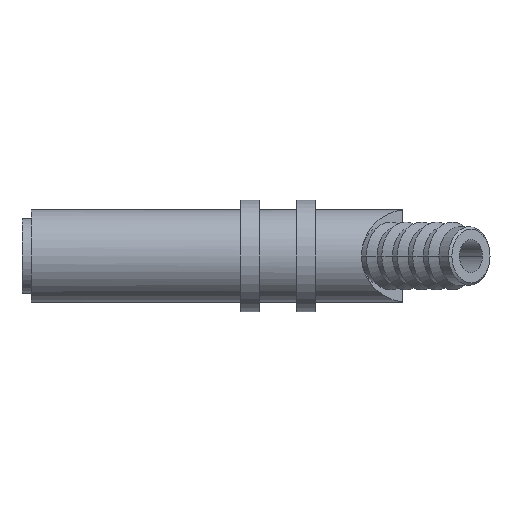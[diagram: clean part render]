
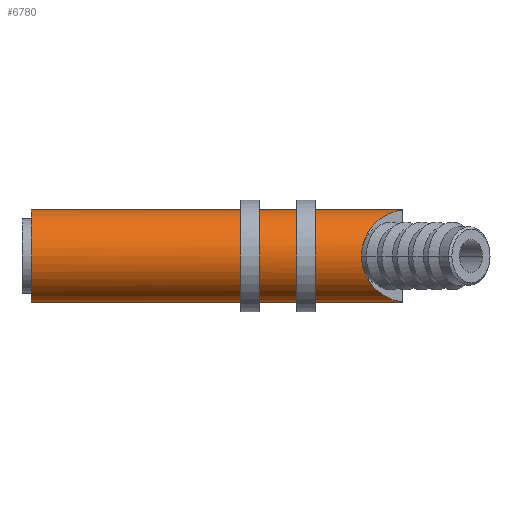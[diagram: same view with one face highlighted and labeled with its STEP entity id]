
A CAD part, front view. The second image highlights one B-rep face of the part: STEP entity #6780.
In plain terms, the highlighted cylindrical face has radius 5 mm (diameter 10 mm), a partial arc.
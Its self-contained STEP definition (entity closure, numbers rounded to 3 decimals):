
#95 = VERTEX_POINT ( 'NONE', #3036 ) ;
#102 = B_SPLINE_CURVE_WITH_KNOTS ( 'NONE', 3,
 ( #4945, #732, #3191, #125, #5025, #7473 ),
 .UNSPECIFIED., .F., .F.,
 ( 4, 2, 4 ),
 ( 0.939, 0.969, 1. ),
 .UNSPECIFIED. ) ;
#125 = CARTESIAN_POINT ( 'NONE',  ( 7.023, -0.019, 5. ) ) ;
#179 = VERTEX_POINT ( 'NONE', #7196 ) ;
#291 = CARTESIAN_POINT ( 'NONE',  ( 7.023, 0., 0. ) ) ;
#395 = ORIENTED_EDGE ( 'NONE', *, *, #4287, .T. ) ;
#475 = CARTESIAN_POINT ( 'NONE',  ( 36.545, -5., -2.681 ) ) ;
#500 = ORIENTED_EDGE ( 'NONE', *, *, #7904, .T. ) ;
#547 = AXIS2_PLACEMENT_3D ( 'NONE', #3674, #1304, #6403 ) ;
#548 = DIRECTION ( 'NONE',  ( -1., 0., 0. ) ) ;
#732 = CARTESIAN_POINT ( 'NONE',  ( 7.023, -0.005, 5. ) ) ;
#748 = EDGE_CURVE ( 'NONE', #3523, #3618, #7568, .T. ) ;
#777 = AXIS2_PLACEMENT_3D ( 'NONE', #7301, #4782, #7229 ) ;
#882 = CARTESIAN_POINT ( 'NONE',  ( 8., -0.374, 4.986 ) ) ;
#917 = CARTESIAN_POINT ( 'NONE',  ( 36.545, -5., 0. ) ) ;
#1052 = EDGE_CURVE ( 'NONE', #3919, #3523, #3530, .T. ) ;
#1072 = ORIENTED_EDGE ( 'NONE', *, *, #748, .T. ) ;
#1304 = DIRECTION ( 'NONE',  ( -1., 0., 0. ) ) ;
#1321 = VERTEX_POINT ( 'NONE', #5240 ) ;
#1423 = DIRECTION ( 'NONE',  ( -1., 0., 0. ) ) ;
#1455 = CARTESIAN_POINT ( 'NONE',  ( 0., 0., 5. ) ) ;
#1546 = ORIENTED_EDGE ( 'NONE', *, *, #1696, .T. ) ;
#1577 = DIRECTION ( 'NONE',  ( -1., 0., 0. ) ) ;
#1579 = VECTOR ( 'NONE', #3907, 1000. ) ;
#1696 = EDGE_CURVE ( 'NONE', #6958, #6612, #7828, .T. ) ;
#1849 = AXIS2_PLACEMENT_3D ( 'NONE', #3928, #4490, #6936 ) ;
#2090 =( BOUNDED_CURVE ( )  B_SPLINE_CURVE ( 3, ( #2874, #5304, #4107, #2299 ),
 .UNSPECIFIED., .F., .T. ) 
 B_SPLINE_CURVE_WITH_KNOTS ( ( 4, 4 ),
 ( 0., 1.462 ),
 .UNSPECIFIED. ) 
 CURVE ( )  GEOMETRIC_REPRESENTATION_ITEM ( )  RATIONAL_B_SPLINE_CURVE ( ( 1., 0.83, 0.83, 1. ) ) 
 REPRESENTATION_ITEM ( '' )  );
#2299 = CARTESIAN_POINT ( 'NONE',  ( 41., -0.545, 4.97 ) ) ;
#2462 = CARTESIAN_POINT ( 'NONE',  ( 0., 0., -5. ) ) ;
#2636 = CARTESIAN_POINT ( 'NONE',  ( 0., 0., 0. ) ) ;
#2639 = VERTEX_POINT ( 'NONE', #5724 ) ;
#2874 = CARTESIAN_POINT ( 'NONE',  ( 36.545, -5., 0. ) ) ;
#3019 = CARTESIAN_POINT ( 'NONE',  ( 1., 0., -5. ) ) ;
#3036 = CARTESIAN_POINT ( 'NONE',  ( 7.023, 0., 5. ) ) ;
#3099 = AXIS2_PLACEMENT_3D ( 'NONE', #4761, #548, #3861 ) ;
#3115 = ORIENTED_EDGE ( 'NONE', *, *, #7230, .F. ) ;
#3191 = CARTESIAN_POINT ( 'NONE',  ( 7.023, -0.008, 5. ) ) ;
#3200 = FACE_OUTER_BOUND ( 'NONE', #6173, .T. ) ;
#3239 = AXIS2_PLACEMENT_3D ( 'NONE', #2636, #1423, #4395 ) ;
#3276 = VERTEX_POINT ( 'NONE', #3019 ) ;
#3314 = EDGE_CURVE ( 'NONE', #6418, #1321, #6286, .T. ) ;
#3426 = DIRECTION ( 'NONE',  ( -1., 0., 0. ) ) ;
#3455 = ORIENTED_EDGE ( 'NONE', *, *, #5061, .T. ) ;
#3489 = CARTESIAN_POINT ( 'NONE',  ( 41., 0., 5. ) ) ;
#3512 = CARTESIAN_POINT ( 'NONE',  ( 8., -0.374, 4.986 ) ) ;
#3523 = VERTEX_POINT ( 'NONE', #5860 ) ;
#3530 = CIRCLE ( 'NONE', #1849, 5. ) ;
#3618 = VERTEX_POINT ( 'NONE', #6580 ) ;
#3642 = CARTESIAN_POINT ( 'NONE',  ( 7.023, -0.185, 4.997 ) ) ;
#3665 = CARTESIAN_POINT ( 'NONE',  ( 0., 0., 5. ) ) ;
#3674 = CARTESIAN_POINT ( 'NONE',  ( 1., 0., 0. ) ) ;
#3686 = CARTESIAN_POINT ( 'NONE',  ( 41., 0., 0. ) ) ;
#3715 = CYLINDRICAL_SURFACE ( 'NONE', #3239, 5. ) ;
#3861 = DIRECTION ( 'NONE',  ( 0., 0.008, 1. ) ) ;
#3864 = DIRECTION ( 'NONE',  ( 0., -0.007, 1. ) ) ;
#3878 = ORIENTED_EDGE ( 'NONE', *, *, #4525, .T. ) ;
#3907 = DIRECTION ( 'NONE',  ( -1., 0., 0. ) ) ;
#3919 = VERTEX_POINT ( 'NONE', #4605 ) ;
#3928 = CARTESIAN_POINT ( 'NONE',  ( 41., 0., 0. ) ) ;
#4083 = EDGE_CURVE ( 'NONE', #6566, #5358, #7322, .T. ) ;
#4103 = LINE ( 'NONE', #5981, #7197 ) ;
#4107 = CARTESIAN_POINT ( 'NONE',  ( 38.335, -3.21, 4.678 ) ) ;
#4217 = DIRECTION ( 'NONE',  ( 1., 0., 0. ) ) ;
#4267 = DIRECTION ( 'NONE',  ( -1., 0., 0. ) ) ;
#4287 = EDGE_CURVE ( 'NONE', #6418, #6566, #6985, .T. ) ;
#4298 = CARTESIAN_POINT ( 'NONE',  ( 5.883, 0., 5. ) ) ;
#4395 = DIRECTION ( 'NONE',  ( 0., 0., 1. ) ) ;
#4445 = DIRECTION ( 'NONE',  ( 0., 0., 1. ) ) ;
#4490 = DIRECTION ( 'NONE',  ( -1., 0., 0. ) ) ;
#4525 = EDGE_CURVE ( 'NONE', #6739, #1321, #4103, .T. ) ;
#4599 = CARTESIAN_POINT ( 'NONE',  ( 41., -0.545, 4.97 ) ) ;
#4605 = CARTESIAN_POINT ( 'NONE',  ( 41., 0., -5. ) ) ;
#4727 = ORIENTED_EDGE ( 'NONE', *, *, #7168, .T. ) ;
#4761 = CARTESIAN_POINT ( 'NONE',  ( 5.883, 0., 0. ) ) ;
#4763 = VECTOR ( 'NONE', #3426, 1000. ) ;
#4782 = DIRECTION ( 'NONE',  ( -1., 0., 0. ) ) ;
#4871 = ORIENTED_EDGE ( 'NONE', *, *, #6387, .T. ) ;
#4890 = ORIENTED_EDGE ( 'NONE', *, *, #1052, .T. ) ;
#4945 = CARTESIAN_POINT ( 'NONE',  ( 7.023, 0., 5. ) ) ;
#5025 = CARTESIAN_POINT ( 'NONE',  ( 7.023, -0.026, 5. ) ) ;
#5061 = EDGE_CURVE ( 'NONE', #5358, #179, #6031, .T. ) ;
#5153 = VECTOR ( 'NONE', #4267, 1000. ) ;
#5240 = CARTESIAN_POINT ( 'NONE',  ( 8., -0.185, 4.997 ) ) ;
#5245 = CARTESIAN_POINT ( 'NONE',  ( 41., -0.545, -4.97 ) ) ;
#5304 = CARTESIAN_POINT ( 'NONE',  ( 36.545, -5., 2.681 ) ) ;
#5358 = VERTEX_POINT ( 'NONE', #4298 ) ;
#5504 = LINE ( 'NONE', #2462, #7465 ) ;
#5667 = CIRCLE ( 'NONE', #6312, 5. ) ;
#5679 = ORIENTED_EDGE ( 'NONE', *, *, #4083, .T. ) ;
#5724 = CARTESIAN_POINT ( 'NONE',  ( 7.023, -0.033, 5. ) ) ;
#5860 = CARTESIAN_POINT ( 'NONE',  ( 41., -0.545, -4.97 ) ) ;
#5883 = ORIENTED_EDGE ( 'NONE', *, *, #6040, .F. ) ;
#5969 = CARTESIAN_POINT ( 'NONE',  ( 38.335, -3.21, -4.678 ) ) ;
#5981 = CARTESIAN_POINT ( 'NONE',  ( 7.023, -0.185, 4.997 ) ) ;
#6031 = LINE ( 'NONE', #3665, #5153 ) ;
#6040 = EDGE_CURVE ( 'NONE', #3276, #179, #6948, .T. ) ;
#6173 = EDGE_LOOP ( 'NONE', ( #7254, #4890, #1072, #4871, #1546, #500, #4727, #3115, #3878, #6407, #395, #5679, #3455, #5883 ) ) ;
#6286 = CIRCLE ( 'NONE', #777, 5. ) ;
#6312 = AXIS2_PLACEMENT_3D ( 'NONE', #291, #1577, #3864 ) ;
#6354 = LINE ( 'NONE', #1455, #1579 ) ;
#6387 = EDGE_CURVE ( 'NONE', #3618, #6958, #2090, .T. ) ;
#6403 = DIRECTION ( 'NONE',  ( 0., 0., 1. ) ) ;
#6407 = ORIENTED_EDGE ( 'NONE', *, *, #3314, .F. ) ;
#6418 = VERTEX_POINT ( 'NONE', #3512 ) ;
#6566 = VERTEX_POINT ( 'NONE', #7117 ) ;
#6580 = CARTESIAN_POINT ( 'NONE',  ( 36.545, -5., 0. ) ) ;
#6612 = VERTEX_POINT ( 'NONE', #3489 ) ;
#6739 = VERTEX_POINT ( 'NONE', #3642 ) ;
#6780 = ADVANCED_FACE ( 'NONE', ( #3200 ), #3715, .T. ) ;
#6791 = DIRECTION ( 'NONE',  ( -1., 0., 0. ) ) ;
#6856 = DIRECTION ( 'NONE',  ( -1., 0., 0. ) ) ;
#6928 = AXIS2_PLACEMENT_3D ( 'NONE', #3686, #6856, #4445 ) ;
#6936 = DIRECTION ( 'NONE',  ( 0., 0., 1. ) ) ;
#6948 = CIRCLE ( 'NONE', #547, 5. ) ;
#6958 = VERTEX_POINT ( 'NONE', #4599 ) ;
#6985 = LINE ( 'NONE', #882, #4763 ) ;
#7117 = CARTESIAN_POINT ( 'NONE',  ( 5.883, -0.374, 4.986 ) ) ;
#7168 = EDGE_CURVE ( 'NONE', #95, #2639, #102, .T. ) ;
#7196 = CARTESIAN_POINT ( 'NONE',  ( 1., 0., 5. ) ) ;
#7197 = VECTOR ( 'NONE', #4217, 1000. ) ;
#7229 = DIRECTION ( 'NONE',  ( 0., -0.037, 0.999 ) ) ;
#7230 = EDGE_CURVE ( 'NONE', #6739, #2639, #5667, .T. ) ;
#7254 = ORIENTED_EDGE ( 'NONE', *, *, #7762, .F. ) ;
#7301 = CARTESIAN_POINT ( 'NONE',  ( 8., 0., 0. ) ) ;
#7322 = CIRCLE ( 'NONE', #3099, 5. ) ;
#7465 = VECTOR ( 'NONE', #6791, 1000. ) ;
#7473 = CARTESIAN_POINT ( 'NONE',  ( 7.023, -0.033, 5. ) ) ;
#7568 =( BOUNDED_CURVE ( )  B_SPLINE_CURVE ( 3, ( #5245, #5969, #475, #917 ),
 .UNSPECIFIED., .F., .T. ) 
 B_SPLINE_CURVE_WITH_KNOTS ( ( 4, 4 ),
 ( 4.822, 6.283 ),
 .UNSPECIFIED. ) 
 CURVE ( )  GEOMETRIC_REPRESENTATION_ITEM ( )  RATIONAL_B_SPLINE_CURVE ( ( 1., 0.83, 0.83, 1. ) ) 
 REPRESENTATION_ITEM ( '' )  );
#7762 = EDGE_CURVE ( 'NONE', #3919, #3276, #5504, .T. ) ;
#7828 = CIRCLE ( 'NONE', #6928, 5. ) ;
#7904 = EDGE_CURVE ( 'NONE', #6612, #95, #6354, .T. ) ;
